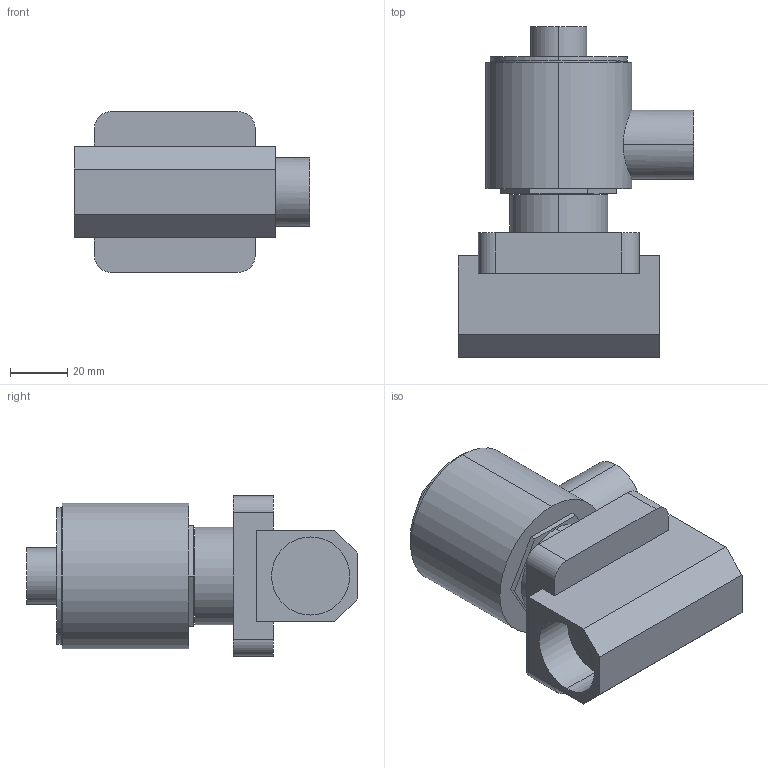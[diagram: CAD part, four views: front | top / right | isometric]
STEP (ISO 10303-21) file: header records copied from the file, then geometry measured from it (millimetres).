
FILE_DESCRIPTION (( 'STEP AP214' ), '1' );
FILE_NAME ('YS211X-E.STEP', '2025-09-11T00:38:06', ( '' ), ( '' ), 'SwSTEP 2.0', 'SolidWorks 2024', '' );
FILE_SCHEMA (( 'AUTOMOTIVE_DESIGN' ));
Length unit declared in the file: millimetre
Products named in the file (3): YS211X-E; AS301X; ZS211_6E
Assembly tree (2 placements, depth 2):
  YS211X-E
    ZS211_6E
    AS301X
Bounding box: 82 x 115.17 x 56 mm (x, y, z)
Volume: 205995.9 mm3; surface area: 35765 mm2
Topology: 2 solids, 2 shells, 61 faces, 138 edges, 92 vertices
Faces by surface type: plane 35, cylinder 26
Entity records: 1905 total; most frequent: CARTESIAN_POINT 395, DIRECTION 318, ORIENTED_EDGE 276, EDGE_CURVE 138, AXIS2_PLACEMENT_3D 116, VERTEX_POINT 92, VECTOR 86, LINE 86
